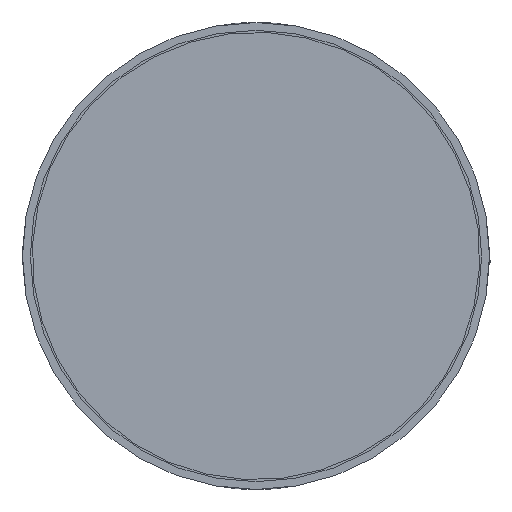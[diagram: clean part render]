
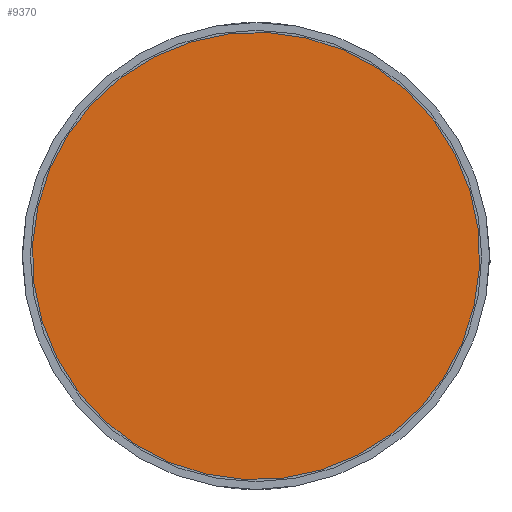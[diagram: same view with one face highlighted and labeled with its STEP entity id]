
A CAD part, front view. The second image highlights one B-rep face of the part: STEP entity #9370.
In plain terms, the highlighted planar face has unit normal (0, -1, 0).
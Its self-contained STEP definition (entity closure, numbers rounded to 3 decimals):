
#750 = FACE_OUTER_BOUND ( 'NONE', #835, .T. ) ;
#835 = EDGE_LOOP ( 'NONE', ( #9566, #7277 ) ) ;
#1218 = DIRECTION ( 'NONE',  ( 0., 1., 0. ) ) ;
#1427 = AXIS2_PLACEMENT_3D ( 'NONE', #8993, #1218, #14226 ) ;
#1514 = DIRECTION ( 'NONE',  ( 0., 0., 1. ) ) ;
#3001 = AXIS2_PLACEMENT_3D ( 'NONE', #13747, #6285, #5187 ) ;
#3768 = DIRECTION ( 'NONE',  ( 0., 1., 0. ) ) ;
#4928 = CARTESIAN_POINT ( 'NONE',  ( 0., 0., 0. ) ) ;
#5074 = AXIS2_PLACEMENT_3D ( 'NONE', #4928, #3768, #1514 ) ;
#5187 = DIRECTION ( 'NONE',  ( 0., 0., 1. ) ) ;
#5350 = CARTESIAN_POINT ( 'NONE',  ( 0., 0., 57.5 ) ) ;
#6285 = DIRECTION ( 'NONE',  ( 0., 1., 0. ) ) ;
#6708 = CIRCLE ( 'NONE', #5074, 57.5 ) ;
#7205 = VERTEX_POINT ( 'NONE', #12486 ) ;
#7277 = ORIENTED_EDGE ( 'NONE', *, *, #11786, .F. ) ;
#7761 = VERTEX_POINT ( 'NONE', #5350 ) ;
#8167 = CIRCLE ( 'NONE', #1427, 57.5 ) ;
#8316 = PLANE ( 'NONE',  #3001 ) ;
#8317 = EDGE_CURVE ( 'NONE', #7205, #7761, #6708, .T. ) ;
#8993 = CARTESIAN_POINT ( 'NONE',  ( 0., 0., 0. ) ) ;
#9370 = ADVANCED_FACE ( 'NONE', ( #750 ), #8316, .F. ) ;
#9566 = ORIENTED_EDGE ( 'NONE', *, *, #8317, .F. ) ;
#11786 = EDGE_CURVE ( 'NONE', #7761, #7205, #8167, .T. ) ;
#12486 = CARTESIAN_POINT ( 'NONE',  ( 0., 0., -57.5 ) ) ;
#13747 = CARTESIAN_POINT ( 'NONE',  ( 0., 0., 0. ) ) ;
#14226 = DIRECTION ( 'NONE',  ( 0., 0., 1. ) ) ;
